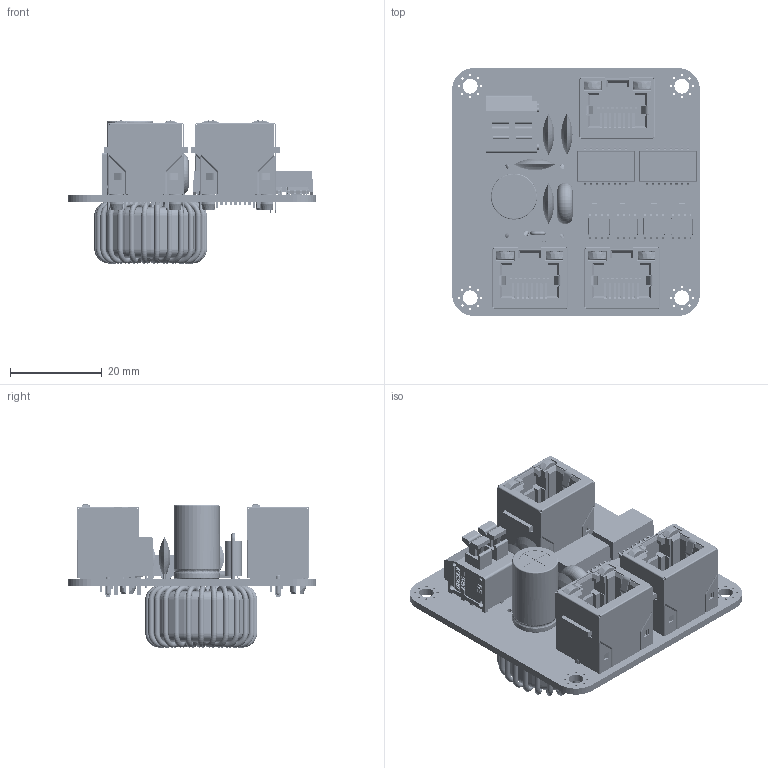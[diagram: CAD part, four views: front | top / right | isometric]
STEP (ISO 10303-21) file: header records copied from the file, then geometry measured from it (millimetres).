
FILE_DESCRIPTION(('KiCad electronic assembly'),'2;1');
FILE_NAME('ethernet-splitter-01.step','2020-10-30T21:20:28',('An Author' ),('A Company'),'Open CASCADE STEP processor 7.4', 'KiCad to STEP converter','Unknown');
FILE_SCHEMA(('AUTOMOTIVE_DESIGN { 1 0 10303 214 1 1 1 1 }'));
Length unit declared in the file: millimetre
Products named in the file (22): Open CASCADE STEP translator 7.4 1; toroid-inductor; COMPOUND; SM51108PEL; R_0805_2012Metric; SOLID; D_DO-15_P2.54mm_Vertical_AnodeUp; RV_Disc_D9mm_W3.3mm_P5mm; SOIC-8_3.9x4.9mm_P1.27mm; DG235-5.0-02P; RJ45-amphenol-RJHSE-3381; C_Radial_D10.0mm_H16.0mm_P5.00mm; C_Disc_D9.0mm_W2.5mm_P5.00mm
Assembly tree (34 placements, depth 3):
  Open CASCADE STEP translator 7.4 1
    toroid-inductor
      COMPOUND
    SM51108PEL  x2
      COMPOUND
    R_0805_2012Metric  x5
      SOLID
    D_DO-15_P2.54mm_Vertical_AnodeUp
      SOLID
    RV_Disc_D9mm_W3.3mm_P5mm
      SOLID
    SOIC-8_3.9x4.9mm_P1.27mm  x4
      SOLID
    DG235-5.0-02P
      COMPOUND
    RJ45-amphenol-RJHSE-3381  x3
      SOLID
    C_Radial_D10.0mm_H16.0mm_P5.00mm
      SOLID
    C_Disc_D9.0mm_W2.5mm_P5.00mm  x4
      SOLID
    COMPOUND
Bounding box: 54 x 54 x 31.15 mm (x, y, z)
Volume: 17142 mm3; surface area: 32027.7 mm2
Topology: 170 solids, 171 shells, 8482 faces, 23183 edges, 14848 vertices
Faces by surface type: plane 6022, cylinder 1811, torus 277, bspline 160, sphere 92, extrusion 64, cone 42, revolution 14
Full cylindrical faces by diameter (mm): 0.5 x40, 0.54 x2, 0.6 x32, 0.8 x8, 0.9 x16, 1 x16, 1.2 x6, 1.27 x6, 1.3 x10, 3.2 x4, 3.25 x6, 3.5 x2, 3.6 x2, 3.62 x1, 7 x3, 9 x1, 10 x2
Entity records: 342816 total; most frequent: CARTESIAN_POINT 67802, DIRECTION 50526, VECTOR 33828, LINE 33796, ORIENTED_EDGE 26398, PCURVE 26398, DEFINITIONAL_REPRESENTATION 26398, EDGE_CURVE 13199
